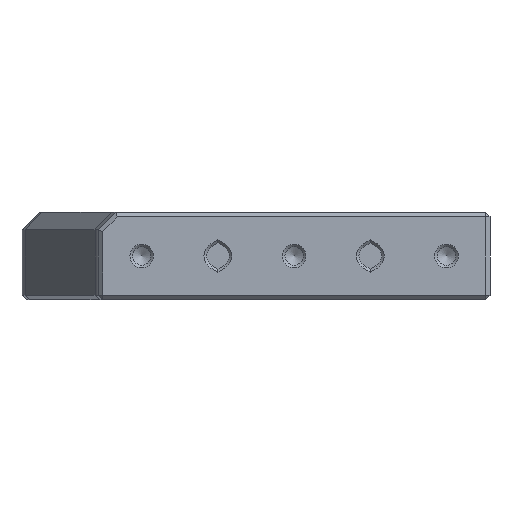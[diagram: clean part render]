
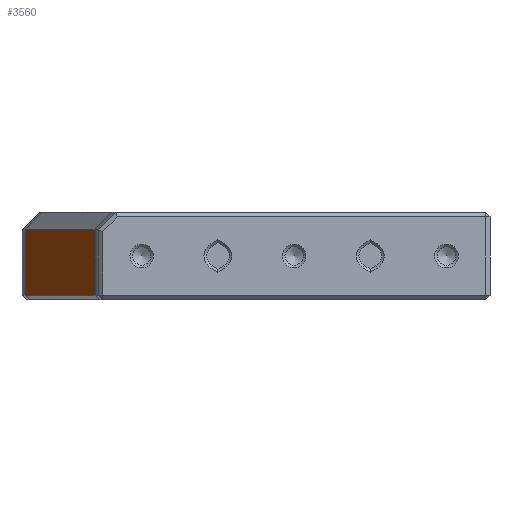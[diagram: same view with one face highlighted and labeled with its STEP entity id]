
A CAD part, front view. The second image highlights one B-rep face of the part: STEP entity #3560.
In plain terms, the highlighted planar face has unit normal (-0.939, -0.343, 0).
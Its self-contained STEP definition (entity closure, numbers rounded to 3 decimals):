
#164 = PLANE('',#165);
#165 = AXIS2_PLACEMENT_3D('',#166,#167,#168);
#166 = CARTESIAN_POINT('',(-37.801,66.052,0.5));
#167 = DIRECTION('',(-0.664,-0.243,-0.707));
#168 = DIRECTION('',(0.343,-0.939,0.));
#1002 = VERTEX_POINT('',#1003);
#1003 = CARTESIAN_POINT('',(-38.271,65.88,1.));
#1039 = CYLINDRICAL_SURFACE('',#1040,12.);
#1040 = AXIS2_PLACEMENT_3D('',#1041,#1042,#1043);
#1041 = CARTESIAN_POINT('',(-27.,70.,0.));
#1042 = DIRECTION('',(-0.,-0.,-1.));
#1043 = DIRECTION('',(1.,0.,0.));
#1111 = VERTEX_POINT('',#1112);
#1112 = CARTESIAN_POINT('',(-22.229,21.995,1.));
#1133 = EDGE_CURVE('',#1002,#1111,#1134,.T.);
#1134 = SURFACE_CURVE('',#1135,(#1139,#1146),.PCURVE_S1.);
#1135 = LINE('',#1136,#1137);
#1136 = CARTESIAN_POINT('',(-38.271,65.88,1.));
#1137 = VECTOR('',#1138,1.);
#1138 = DIRECTION('',(0.343,-0.939,0.));
#1139 = PCURVE('',#164,#1140);
#1140 = DEFINITIONAL_REPRESENTATION('',(#1141),#1145);
#1141 = LINE('',#1142,#1143);
#1142 = CARTESIAN_POINT('',(0.,0.707));
#1143 = VECTOR('',#1144,1.);
#1144 = DIRECTION('',(1.,0.));
#1145 = ( GEOMETRIC_REPRESENTATION_CONTEXT(2) 
PARAMETRIC_REPRESENTATION_CONTEXT() REPRESENTATION_CONTEXT('2D SPACE',''
  ) );
#1146 = PCURVE('',#1147,#1152);
#1147 = PLANE('',#1148);
#1148 = AXIS2_PLACEMENT_3D('',#1149,#1150,#1151);
#1149 = CARTESIAN_POINT('',(-38.271,65.88,0.));
#1150 = DIRECTION('',(0.939,0.343,0.));
#1151 = DIRECTION('',(0.343,-0.939,0.));
#1152 = DEFINITIONAL_REPRESENTATION('',(#1153),#1157);
#1153 = LINE('',#1154,#1155);
#1154 = CARTESIAN_POINT('',(0.,-1.));
#1155 = VECTOR('',#1156,1.);
#1156 = DIRECTION('',(1.,0.));
#1157 = ( GEOMETRIC_REPRESENTATION_CONTEXT(2) 
PARAMETRIC_REPRESENTATION_CONTEXT() REPRESENTATION_CONTEXT('2D SPACE',''
  ) );
#1261 = CYLINDRICAL_SURFACE('',#1262,12.);
#1262 = AXIS2_PLACEMENT_3D('',#1263,#1264,#1265);
#1263 = CARTESIAN_POINT('',(-33.5,17.876,0.));
#1264 = DIRECTION('',(-0.,-0.,-1.));
#1265 = DIRECTION('',(1.,0.,0.));
#3457 = VERTEX_POINT('',#3458);
#3458 = CARTESIAN_POINT('',(-38.271,65.88,16.));
#3485 = EDGE_CURVE('',#1002,#3457,#3486,.T.);
#3486 = SURFACE_CURVE('',#3487,(#3491,#3498),.PCURVE_S1.);
#3487 = LINE('',#3488,#3489);
#3488 = CARTESIAN_POINT('',(-38.271,65.88,0.));
#3489 = VECTOR('',#3490,1.);
#3490 = DIRECTION('',(0.,0.,1.));
#3491 = PCURVE('',#1039,#3492);
#3492 = DEFINITIONAL_REPRESENTATION('',(#3493),#3497);
#3493 = LINE('',#3494,#3495);
#3494 = CARTESIAN_POINT('',(-3.492,0.));
#3495 = VECTOR('',#3496,1.);
#3496 = DIRECTION('',(-0.,-1.));
#3497 = ( GEOMETRIC_REPRESENTATION_CONTEXT(2) 
PARAMETRIC_REPRESENTATION_CONTEXT() REPRESENTATION_CONTEXT('2D SPACE',''
  ) );
#3498 = PCURVE('',#1147,#3499);
#3499 = DEFINITIONAL_REPRESENTATION('',(#3500),#3504);
#3500 = LINE('',#3501,#3502);
#3501 = CARTESIAN_POINT('',(0.,0.));
#3502 = VECTOR('',#3503,1.);
#3503 = DIRECTION('',(0.,-1.));
#3504 = ( GEOMETRIC_REPRESENTATION_CONTEXT(2) 
PARAMETRIC_REPRESENTATION_CONTEXT() REPRESENTATION_CONTEXT('2D SPACE',''
  ) );
#3560 = ADVANCED_FACE('',(#3561),#1147,.F.);
#3561 = FACE_BOUND('',#3562,.F.);
#3562 = EDGE_LOOP('',(#3563,#3564,#3592,#3613));
#3563 = ORIENTED_EDGE('',*,*,#3485,.T.);
#3564 = ORIENTED_EDGE('',*,*,#3565,.T.);
#3565 = EDGE_CURVE('',#3457,#3566,#3568,.T.);
#3566 = VERTEX_POINT('',#3567);
#3567 = CARTESIAN_POINT('',(-22.229,21.995,16.));
#3568 = SURFACE_CURVE('',#3569,(#3573,#3580),.PCURVE_S1.);
#3569 = LINE('',#3570,#3571);
#3570 = CARTESIAN_POINT('',(-38.271,65.88,16.));
#3571 = VECTOR('',#3572,1.);
#3572 = DIRECTION('',(0.343,-0.939,0.));
#3573 = PCURVE('',#1147,#3574);
#3574 = DEFINITIONAL_REPRESENTATION('',(#3575),#3579);
#3575 = LINE('',#3576,#3577);
#3576 = CARTESIAN_POINT('',(0.,-16.));
#3577 = VECTOR('',#3578,1.);
#3578 = DIRECTION('',(1.,0.));
#3579 = ( GEOMETRIC_REPRESENTATION_CONTEXT(2) 
PARAMETRIC_REPRESENTATION_CONTEXT() REPRESENTATION_CONTEXT('2D SPACE',''
  ) );
#3580 = PCURVE('',#3581,#3586);
#3581 = PLANE('',#3582);
#3582 = AXIS2_PLACEMENT_3D('',#3583,#3584,#3585);
#3583 = CARTESIAN_POINT('',(-36.392,66.567,18.));
#3584 = DIRECTION('',(0.664,0.243,-0.707));
#3585 = DIRECTION('',(-0.343,0.939,0.
    ));
#3586 = DEFINITIONAL_REPRESENTATION('',(#3587),#3591);
#3587 = LINE('',#3588,#3589);
#3588 = CARTESIAN_POINT('',(0.,-2.828));
#3589 = VECTOR('',#3590,1.);
#3590 = DIRECTION('',(-1.,0.));
#3591 = ( GEOMETRIC_REPRESENTATION_CONTEXT(2) 
PARAMETRIC_REPRESENTATION_CONTEXT() REPRESENTATION_CONTEXT('2D SPACE',''
  ) );
#3592 = ORIENTED_EDGE('',*,*,#3593,.F.);
#3593 = EDGE_CURVE('',#1111,#3566,#3594,.T.);
#3594 = SURFACE_CURVE('',#3595,(#3599,#3606),.PCURVE_S1.);
#3595 = LINE('',#3596,#3597);
#3596 = CARTESIAN_POINT('',(-22.229,21.995,0.));
#3597 = VECTOR('',#3598,1.);
#3598 = DIRECTION('',(0.,0.,1.));
#3599 = PCURVE('',#1147,#3600);
#3600 = DEFINITIONAL_REPRESENTATION('',(#3601),#3605);
#3601 = LINE('',#3602,#3603);
#3602 = CARTESIAN_POINT('',(46.725,0.));
#3603 = VECTOR('',#3604,1.);
#3604 = DIRECTION('',(0.,-1.));
#3605 = ( GEOMETRIC_REPRESENTATION_CONTEXT(2) 
PARAMETRIC_REPRESENTATION_CONTEXT() REPRESENTATION_CONTEXT('2D SPACE',''
  ) );
#3606 = PCURVE('',#1261,#3607);
#3607 = DEFINITIONAL_REPRESENTATION('',(#3608),#3612);
#3608 = LINE('',#3609,#3610);
#3609 = CARTESIAN_POINT('',(-0.35,0.));
#3610 = VECTOR('',#3611,1.);
#3611 = DIRECTION('',(-0.,-1.));
#3612 = ( GEOMETRIC_REPRESENTATION_CONTEXT(2) 
PARAMETRIC_REPRESENTATION_CONTEXT() REPRESENTATION_CONTEXT('2D SPACE',''
  ) );
#3613 = ORIENTED_EDGE('',*,*,#1133,.F.);
